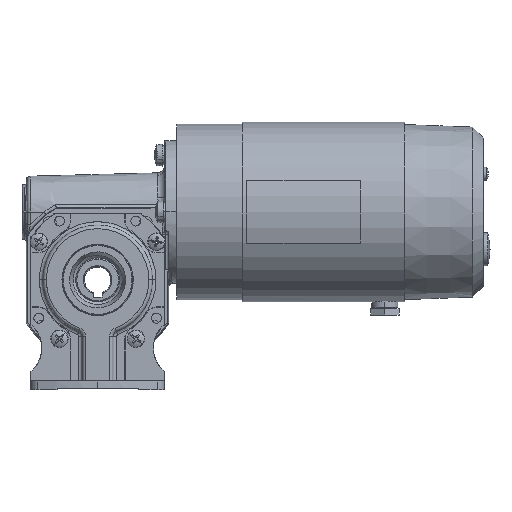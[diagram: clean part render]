
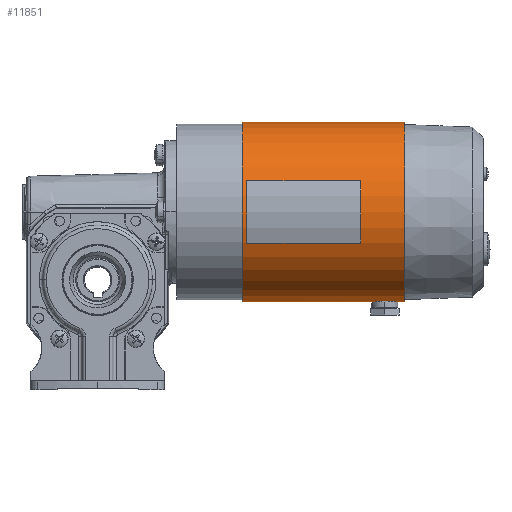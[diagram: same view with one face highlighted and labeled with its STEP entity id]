
A CAD part, top view. The second image highlights one B-rep face of the part: STEP entity #11851.
In plain terms, the highlighted cylindrical face has radius 41 mm (diameter 82 mm), a partial arc.
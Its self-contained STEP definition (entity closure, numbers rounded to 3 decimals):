
#11851=ADVANCED_FACE('',(#18574,#18575),#18576,.T.);
#18574=FACE_OUTER_BOUND('',#27766,.T.);
#18575=FACE_BOUND('',#27767,.T.);
#18576=CYLINDRICAL_SURFACE('',#27768,41.0);
#27766=EDGE_LOOP('',(#36182,#36183,#36184,#36185,#36186,#36187,#36188));
#27767=EDGE_LOOP('',(#36189,#36190,#36191,#36192));
#27768=AXIS2_PLACEMENT_3D('',#36193,#36194,#36195);
#36182=ORIENTED_EDGE('',*,*,#38720,.F.);
#36183=ORIENTED_EDGE('',*,*,#42477,.F.);
#36184=ORIENTED_EDGE('',*,*,#38725,.F.);
#36185=ORIENTED_EDGE('',*,*,#39551,.T.);
#36186=ORIENTED_EDGE('',*,*,#39707,.T.);
#36187=ORIENTED_EDGE('',*,*,#38722,.F.);
#36188=ORIENTED_EDGE('',*,*,#39937,.T.);
#36189=ORIENTED_EDGE('',*,*,#40306,.T.);
#36190=ORIENTED_EDGE('',*,*,#40778,.T.);
#36191=ORIENTED_EDGE('',*,*,#39360,.T.);
#36192=ORIENTED_EDGE('',*,*,#38701,.T.);
#36193=CARTESIAN_POINT('',(-62.725,13.935,14.661));
#36194=DIRECTION('',(-1.0,0.0,0.0));
#36195=DIRECTION('',(0.0,1.0,0.));
#38701=EDGE_CURVE('',#45397,#45398,#45399,.T.);
#38720=EDGE_CURVE('',#45428,#45429,#45430,.T.);
#38722=EDGE_CURVE('',#45431,#45433,#45434,.T.);
#38725=EDGE_CURVE('',#45437,#45439,#45440,.T.);
#39360=EDGE_CURVE('',#46482,#45397,#46483,.T.);
#39551=EDGE_CURVE('',#45437,#46806,#46808,.T.);
#39707=EDGE_CURVE('',#46806,#45433,#47075,.T.);
#39937=EDGE_CURVE('',#45431,#45429,#47467,.T.);
#40306=EDGE_CURVE('',#45398,#48081,#48082,.T.);
#40778=EDGE_CURVE('',#48081,#46482,#48876,.T.);
#42477=EDGE_CURVE('',#45439,#45428,#51736,.T.);
#45397=VERTEX_POINT('',#56625);
#45398=VERTEX_POINT('',#56626);
#45399=CIRCLE('',#56627,41.0);
#45428=VERTEX_POINT('',#56671);
#45429=VERTEX_POINT('',#56672);
#45430=LINE('',#56673,#56674);
#45431=VERTEX_POINT('',#56675);
#45433=VERTEX_POINT('',#56677);
#45434=LINE('',#56678,#56679);
#45437=VERTEX_POINT('',#56699);
#45439=VERTEX_POINT('',#56718);
#45440=LINE('',#56719,#56720);
#46482=VERTEX_POINT('',#58423);
#46483=LINE('',#58424,#58425);
#46806=VERTEX_POINT('',#58922);
#46808=B_SPLINE_CURVE_WITH_KNOTS('',3,(#58925,#58926,#58927,#58928,#58929,#58930,#58931,#58932,#58933,#58934,#58935,#58936,#58937,#58938,#58939,#58940,#58941,#58942),.UNSPECIFIED.,.F.,.F.,(4,2,2,2,2,2,2,2,4),(9.054,10.186,11.318,12.45,13.582,14.713,15.845,16.977,18.109),.UNSPECIFIED.);
#47075=B_SPLINE_CURVE_WITH_KNOTS('',3,(#59304,#59305,#59306,#59307,#59308,#59309,#59310,#59311,#59312,#59313,#59314,#59315,#59316,#59317,#59318,#59319,#59320,#59321),.UNSPECIFIED.,.F.,.F.,(4,2,2,2,2,2,2,2,4),(18.109,19.241,20.373,21.504,22.636,23.768,24.9,26.032,27.163),.UNSPECIFIED.);
#47467=CIRCLE('',#59831,41.0);
#48081=VERTEX_POINT('',#60844);
#48082=LINE('',#60845,#60846);
#48876=CIRCLE('',#62270,41.0);
#51736=CIRCLE('',#67186,41.0);
#56625=CARTESIAN_POINT('',(-45.725,27.958,53.188));
#56626=CARTESIAN_POINT('',(-45.725,-0.088,53.188));
#56627=AXIS2_PLACEMENT_3D('',#71541,#71542,#71543);
#56671=CARTESIAN_POINT('',(-99.725,54.935,14.661));
#56672=CARTESIAN_POINT('',(-25.725,54.935,14.661));
#56673=CARTESIAN_POINT('',(-62.725,54.935,14.661));
#56674=VECTOR('',#71557,1.0);
#56675=CARTESIAN_POINT('',(-25.725,-27.065,14.661));
#56677=CARTESIAN_POINT('',(-28.725,-27.065,14.661));
#56678=CARTESIAN_POINT('',(-62.725,-27.065,14.661));
#56679=VECTOR('',#71561,1.0);
#56699=CARTESIAN_POINT('',(-40.725,-27.065,14.661));
#56718=CARTESIAN_POINT('',(-99.725,-27.065,14.661));
#56719=CARTESIAN_POINT('',(-62.725,-27.065,14.661));
#56720=VECTOR('',#71562,1.0);
#58423=CARTESIAN_POINT('',(-97.725,27.958,53.188));
#58424=CARTESIAN_POINT('',(-71.725,27.958,53.188));
#58425=VECTOR('',#72288,1.0);
#58922=CARTESIAN_POINT('',(-34.725,-26.624,20.661));
#58925=CARTESIAN_POINT('',(-40.725,-27.065,14.661));
#58926=CARTESIAN_POINT('',(-40.725,-27.065,15.038));
#58927=CARTESIAN_POINT('',(-40.689,-27.06,15.428));
#58928=CARTESIAN_POINT('',(-40.537,-27.038,16.204));
#58929=CARTESIAN_POINT('',(-40.421,-27.021,16.589));
#58930=CARTESIAN_POINT('',(-40.114,-26.98,17.328));
#58931=CARTESIAN_POINT('',(-39.924,-26.955,17.682));
#58932=CARTESIAN_POINT('',(-39.483,-26.901,18.337));
#58933=CARTESIAN_POINT('',(-39.234,-26.873,18.638));
#58934=CARTESIAN_POINT('',(-38.701,-26.817,19.17));
#58935=CARTESIAN_POINT('',(-38.401,-26.788,19.42));
#58936=CARTESIAN_POINT('',(-37.746,-26.735,19.86));
#58937=CARTESIAN_POINT('',(-37.392,-26.709,20.051));
#58938=CARTESIAN_POINT('',(-36.653,-26.668,20.357));
#58939=CARTESIAN_POINT('',(-36.267,-26.651,20.473));
#58940=CARTESIAN_POINT('',(-35.492,-26.629,20.625));
#58941=CARTESIAN_POINT('',(-35.102,-26.624,20.661));
#58942=CARTESIAN_POINT('',(-34.725,-26.624,20.661));
#59304=CARTESIAN_POINT('',(-34.725,-26.624,20.661));
#59305=CARTESIAN_POINT('',(-34.348,-26.624,20.661));
#59306=CARTESIAN_POINT('',(-33.958,-26.629,20.625));
#59307=CARTESIAN_POINT('',(-33.182,-26.651,20.473));
#59308=CARTESIAN_POINT('',(-32.797,-26.668,20.357));
#59309=CARTESIAN_POINT('',(-32.058,-26.709,20.051));
#59310=CARTESIAN_POINT('',(-31.704,-26.735,19.86));
#59311=CARTESIAN_POINT('',(-31.049,-26.788,19.42));
#59312=CARTESIAN_POINT('',(-30.748,-26.817,19.17));
#59313=CARTESIAN_POINT('',(-30.216,-26.873,18.638));
#59314=CARTESIAN_POINT('',(-29.966,-26.901,18.337));
#59315=CARTESIAN_POINT('',(-29.526,-26.955,17.682));
#59316=CARTESIAN_POINT('',(-29.335,-26.98,17.328));
#59317=CARTESIAN_POINT('',(-29.029,-27.021,16.589));
#59318=CARTESIAN_POINT('',(-28.913,-27.038,16.204));
#59319=CARTESIAN_POINT('',(-28.761,-27.06,15.428));
#59320=CARTESIAN_POINT('',(-28.725,-27.065,15.038));
#59321=CARTESIAN_POINT('',(-28.725,-27.065,14.661));
#59831=AXIS2_PLACEMENT_3D('',#73162,#73163,#73164);
#60844=CARTESIAN_POINT('',(-97.725,-0.088,53.188));
#60845=CARTESIAN_POINT('',(-71.725,-0.088,53.188));
#60846=VECTOR('',#73607,1.0);
#62270=AXIS2_PLACEMENT_3D('',#74179,#74180,#74181);
#67186=AXIS2_PLACEMENT_3D('',#76296,#76297,#76298);
#71541=CARTESIAN_POINT('',(-45.725,13.935,14.661));
#71542=DIRECTION('',(1.0,0.0,0.0));
#71543=DIRECTION('',(0.0,1.0,0.));
#71557=DIRECTION('',(1.0,-0.0,-0.0));
#71561=DIRECTION('',(-1.0,0.0,0.0));
#71562=DIRECTION('',(-1.0,0.0,0.0));
#72288=DIRECTION('',(1.0,0.0,0.0));
#73162=CARTESIAN_POINT('',(-25.725,13.935,14.661));
#73163=DIRECTION('',(-1.0,0.0,0.0));
#73164=DIRECTION('',(0.0,1.0,0.));
#73607=DIRECTION('',(-1.0,0.0,0.0));
#74179=CARTESIAN_POINT('',(-97.725,13.935,14.661));
#74180=DIRECTION('',(-1.0,0.0,0.0));
#74181=DIRECTION('',(0.0,1.0,0.));
#76296=CARTESIAN_POINT('',(-99.725,13.935,14.661));
#76297=DIRECTION('',(-1.0,0.0,0.0));
#76298=DIRECTION('',(0.0,1.0,0.));
